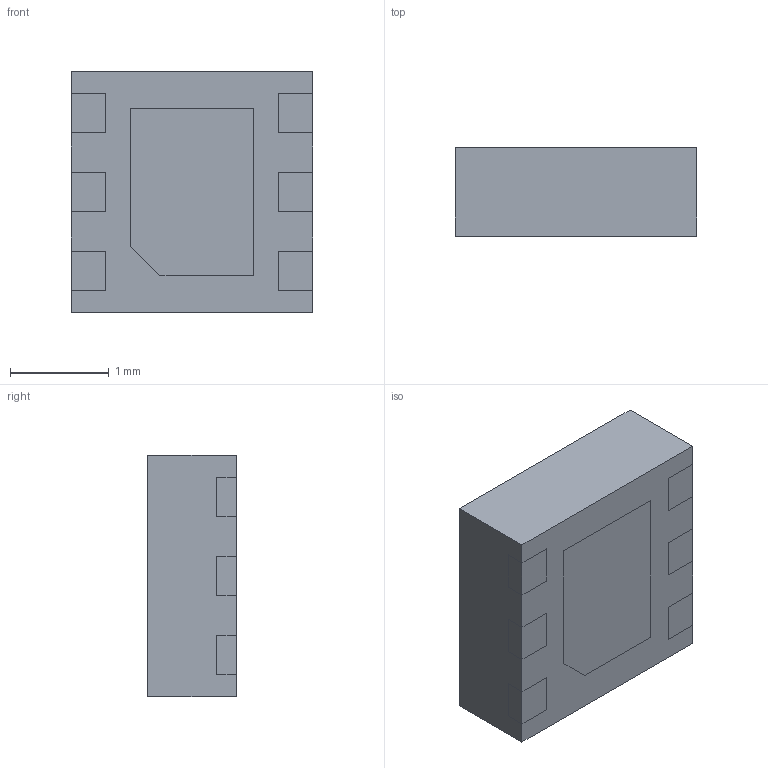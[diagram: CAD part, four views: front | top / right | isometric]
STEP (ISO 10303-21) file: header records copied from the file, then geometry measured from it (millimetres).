
FILE_DESCRIPTION(/* description */ (''),/* implementation_level */ '2;1');
FILE_NAME(/* name */ 'SGP30-2_5k v2.step',/* time_stamp */ '2022-02-25T10:53:43+08:00',/* author */ (''),/* organization */ (''),/* preprocessor_version */ 'ST-DEVELOPER v18.1',/* originating_system */ 'Autodesk Translation Framework v10.13.0.1454',/* authorisation */ '');
FILE_SCHEMA (('AUTOMOTIVE_DESIGN { 1 0 10303 214 3 1 1 }'));
Length unit declared in the file: millimetre
Products named in the file (1): SGP30-2_5k
Bounding box: 2.45 x 0.9 x 2.45 mm (x, y, z)
Surface area: 20.9 mm2 (no closed solid volume)
Topology: 0 solids, 9 shells, 24 faces, 122 edges, 102 vertices
Faces by surface type: plane 23, cylinder 1
Entity records: 1349 total; most frequent: CARTESIAN_POINT 321, DIRECTION 173, ORIENTED_EDGE 154, EDGE_CURVE 122, LINE 119, VECTOR 119, VERTEX_POINT 102, AXIS2_PLACEMENT_3D 27
